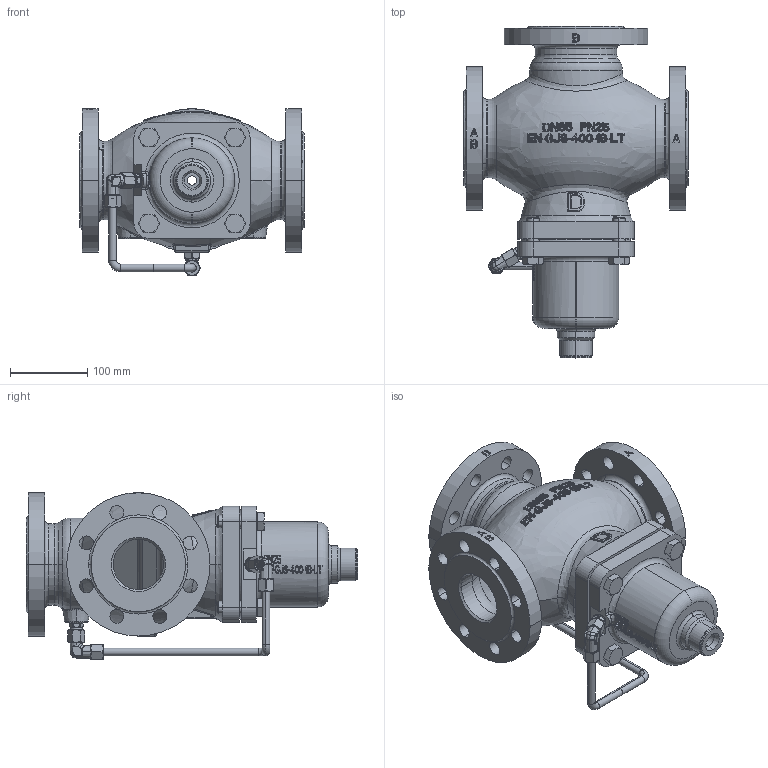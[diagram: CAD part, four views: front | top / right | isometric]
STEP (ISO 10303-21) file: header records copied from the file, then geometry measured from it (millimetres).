
FILE_DESCRIPTION((''),'2;1');
FILE_NAME('065B2602_ASM','2015-03-16T',('u317927'),('Danfoss'),'PRO/ENGINEER BY PARAMETRIC TECHNOLOGY CORPORATION, 2014000','PRO/ENGINEER BY PARAMETRIC TECHNOLOGY CORPORATION, 2014000','');
FILE_SCHEMA(('CONFIG_CONTROL_DESIGN'));
Products named in the file (8): 88615540_1; 88611900_1; 5184024_1; TESNILO_18X14_1; PRIKLJUCEK_1; CEV_VFG3_DN65_1; 065B2602_ASM_1_ASM; 065B2602_ASM
Assembly tree (12 placements, depth 3):
  065B2602_ASM
    065B2602_ASM_1_ASM
      88615540_1
      88611900_1
      5184024_1  x4
      TESNILO_18X14_1  x2
      PRIKLJUCEK_1  x2
      CEV_VFG3_DN65_1
Bounding box: 290 x 428.5 x 214.85 mm (x, y, z)
Volume: 4380067.7 mm3; surface area: 788470.6 mm2
Topology: 11 solids, 28 shells, 3952 faces, 9689 edges, 5852 vertices
Faces by surface type: bspline 1557, cylinder 945, plane 733, extrusion 265, torus 183, sphere 151, cone 118
Entity records: 159224 total; most frequent: CARTESIAN_POINT 90780, ORIENTED_EDGE 17743, EDGE_CURVE 8917, DIRECTION 8445, B_SPLINE_CURVE_WITH_KNOTS 6424, VERTEX_POINT 5371, EDGE_LOOP 3799, FACE_OUTER_BOUND 3640
